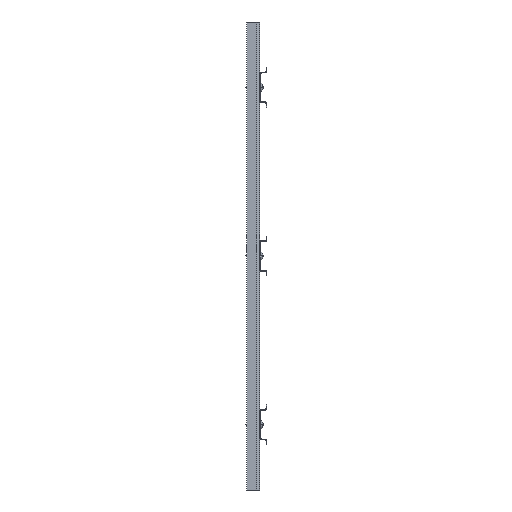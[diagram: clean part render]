
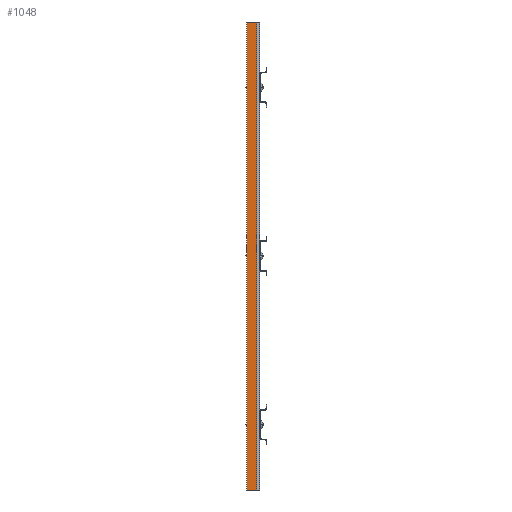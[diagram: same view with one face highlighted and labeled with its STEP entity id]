
A CAD part, left-side view. The second image highlights one B-rep face of the part: STEP entity #1048.
In plain terms, the highlighted planar face has unit normal (-1, 0, 0).
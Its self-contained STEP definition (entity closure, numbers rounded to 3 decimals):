
#122 = EDGE_CURVE ( 'NONE', #1269, #2619, #1151, .T. ) ;
#303 = VECTOR ( 'NONE', #5786, 1000. ) ;
#392 = CARTESIAN_POINT ( 'NONE',  ( 0., 0., 416. ) ) ;
#441 = DIRECTION ( 'NONE',  ( 0., 0., -1. ) ) ;
#544 = VECTOR ( 'NONE', #779, 1000. ) ;
#779 = DIRECTION ( 'NONE',  ( 0., 1., 0. ) ) ;
#784 = VECTOR ( 'NONE', #441, 1000. ) ;
#826 = AXIS2_PLACEMENT_3D ( 'NONE', #392, #5818, #3130 ) ;
#829 = ORIENTED_EDGE ( 'NONE', *, *, #4472, .F. ) ;
#1048 = ADVANCED_FACE ( 'NONE', ( #5397 ), #4056, .T. ) ;
#1049 = EDGE_CURVE ( 'NONE', #2435, #2619, #4956, .T. ) ;
#1151 = LINE ( 'NONE', #1616, #1380 ) ;
#1269 = VERTEX_POINT ( 'NONE', #2877 ) ;
#1380 = VECTOR ( 'NONE', #1670, 1000. ) ;
#1616 = CARTESIAN_POINT ( 'NONE',  ( 0., 11.5, 416. ) ) ;
#1670 = DIRECTION ( 'NONE',  ( 0., 0., -1. ) ) ;
#1738 = EDGE_LOOP ( 'NONE', ( #3789, #829, #2326, #3928 ) ) ;
#1900 = CARTESIAN_POINT ( 'NONE',  ( 0., 2.5, 0. ) ) ;
#2326 = ORIENTED_EDGE ( 'NONE', *, *, #5886, .T. ) ;
#2435 = VERTEX_POINT ( 'NONE', #1900 ) ;
#2619 = VERTEX_POINT ( 'NONE', #3906 ) ;
#2727 = LINE ( 'NONE', #4080, #784 ) ;
#2877 = CARTESIAN_POINT ( 'NONE',  ( 0., 11.5, 416. ) ) ;
#3130 = DIRECTION ( 'NONE',  ( 0., 0., 1. ) ) ;
#3518 = CARTESIAN_POINT ( 'NONE',  ( 0., 0., 416. ) ) ;
#3544 = CARTESIAN_POINT ( 'NONE',  ( 0., 0., 0. ) ) ;
#3789 = ORIENTED_EDGE ( 'NONE', *, *, #1049, .F. ) ;
#3906 = CARTESIAN_POINT ( 'NONE',  ( 0., 11.5, 0. ) ) ;
#3928 = ORIENTED_EDGE ( 'NONE', *, *, #122, .T. ) ;
#4056 = PLANE ( 'NONE',  #826 ) ;
#4059 = LINE ( 'NONE', #3518, #303 ) ;
#4080 = CARTESIAN_POINT ( 'NONE',  ( 0., 2.5, 416. ) ) ;
#4328 = VERTEX_POINT ( 'NONE', #4892 ) ;
#4472 = EDGE_CURVE ( 'NONE', #4328, #2435, #2727, .T. ) ;
#4892 = CARTESIAN_POINT ( 'NONE',  ( 0., 2.5, 416. ) ) ;
#4956 = LINE ( 'NONE', #3544, #544 ) ;
#5397 = FACE_OUTER_BOUND ( 'NONE', #1738, .T. ) ;
#5786 = DIRECTION ( 'NONE',  ( 0., 1., 0. ) ) ;
#5818 = DIRECTION ( 'NONE',  ( -1., 0., 0. ) ) ;
#5886 = EDGE_CURVE ( 'NONE', #4328, #1269, #4059, .T. ) ;
